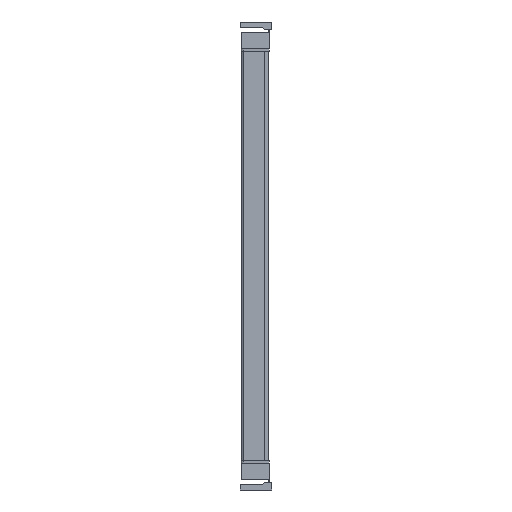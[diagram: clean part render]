
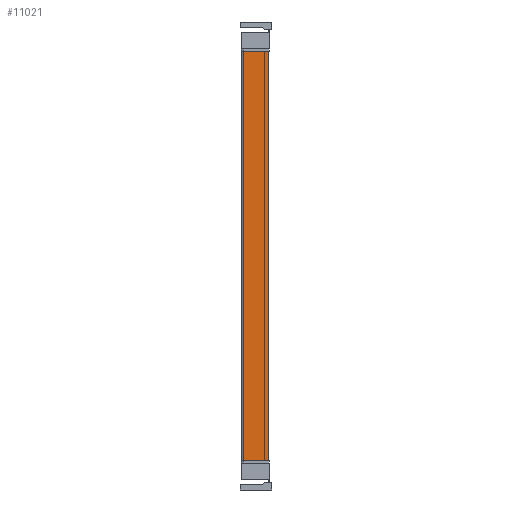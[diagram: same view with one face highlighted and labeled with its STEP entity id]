
A CAD part, left-side view. The second image highlights one B-rep face of the part: STEP entity #11021.
In plain terms, the highlighted planar face has unit normal (-1, 0, 0).
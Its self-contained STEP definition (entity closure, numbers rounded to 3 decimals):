
#1002=PLANE('',#11983);
#1533=FACE_OUTER_BOUND('',#2203,.T.);
#2203=EDGE_LOOP('',(#9981,#9982,#9983,#9984));
#3120=LINE('',#18037,#4213);
#3277=LINE('',#18435,#4370);
#3304=LINE('',#18497,#4397);
#3305=LINE('',#18499,#4398);
#4213=VECTOR('',#14273,10.);
#4370=VECTOR('',#14660,10.);
#4397=VECTOR('',#14723,10.);
#4398=VECTOR('',#14726,10.);
#5570=VERTEX_POINT('',#18034);
#5571=VERTEX_POINT('',#18036);
#5695=VERTEX_POINT('',#18431);
#5697=VERTEX_POINT('',#18434);
#6939=EDGE_CURVE('',#5570,#5571,#3120,.T.);
#7136=EDGE_CURVE('',#5697,#5695,#3277,.T.);
#7168=EDGE_CURVE('',#5570,#5697,#3304,.T.);
#7169=EDGE_CURVE('',#5571,#5695,#3305,.T.);
#9981=ORIENTED_EDGE('',*,*,#7136,.T.);
#9982=ORIENTED_EDGE('',*,*,#7169,.F.);
#9983=ORIENTED_EDGE('',*,*,#6939,.F.);
#9984=ORIENTED_EDGE('',*,*,#7168,.T.);
#11021=ADVANCED_FACE('',(#1533),#1002,.T.);
#11983=AXIS2_PLACEMENT_3D('',#18498,#14724,#14725);
#14273=DIRECTION('',(0.,1.,0.));
#14660=DIRECTION('',(0.,1.,0.));
#14723=DIRECTION('',(0.,0.,1.));
#14724=DIRECTION('center_axis',(-1.,0.,0.));
#14725=DIRECTION('ref_axis',(0.,-1.,0.));
#14726=DIRECTION('',(0.,0.,1.));
#18034=CARTESIAN_POINT('',(0.,0.,0.));
#18036=CARTESIAN_POINT('',(0.,46.,0.));
#18037=CARTESIAN_POINT('',(0.,0.,0.));
#18431=CARTESIAN_POINT('',(0.,46.,755.));
#18434=CARTESIAN_POINT('',(0.,0.,755.));
#18435=CARTESIAN_POINT('',(0.,35.088,755.));
#18497=CARTESIAN_POINT('',(0.,0.,0.));
#18498=CARTESIAN_POINT('Origin',(0.,46.,0.));
#18499=CARTESIAN_POINT('',(0.,46.,0.));
